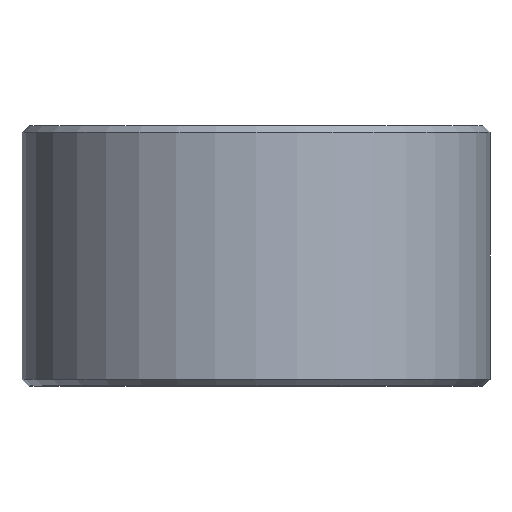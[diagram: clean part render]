
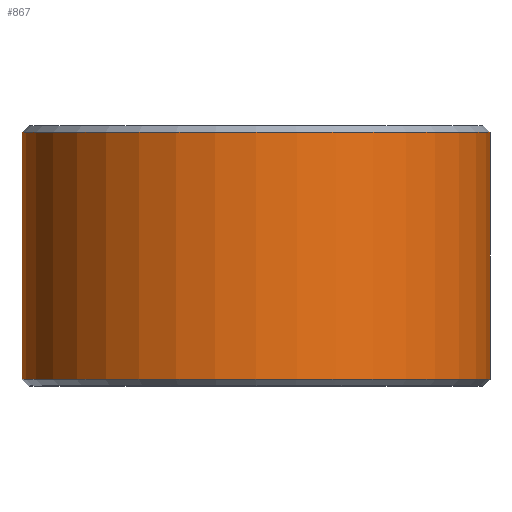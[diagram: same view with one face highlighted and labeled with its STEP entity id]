
A CAD part, top view. The second image highlights one B-rep face of the part: STEP entity #867.
In plain terms, the highlighted cylindrical face has radius 9 mm (diameter 18 mm), a full revolution.
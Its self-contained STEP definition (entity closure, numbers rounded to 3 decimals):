
#31=FACE_BOUND('',#193,.T.);
#89=B_SPLINE_CURVE_WITH_KNOTS('',3,(#3213,#3214,#3215,#3216,#3217,#3218,
#3219,#3220,#3221,#3222,#3223,#3224,#3225,#3226,#3227,#3228,#3229),
 .UNSPECIFIED.,.T.,.F.,(4,1,1,1,1,1,1,1,1,1,1,1,1,1,4),(-1.281,
-1.19,-1.098,-0.915,-0.824,
-0.778,-0.732,-0.549,-0.503,
-0.458,-0.366,-0.275,-0.183,
-0.092,0.),.UNSPECIFIED.);
#137=FACE_OUTER_BOUND('',#192,.T.);
#192=EDGE_LOOP('',(#769,#770,#771,#772));
#193=EDGE_LOOP('',(#773));
#222=CIRCLE('',#953,9.);
#223=CIRCLE('',#954,9.);
#296=LINE('',#3271,#342);
#342=VECTOR('',#1140,4.);
#413=VERTEX_POINT('',#3193);
#416=VERTEX_POINT('',#3268);
#417=VERTEX_POINT('',#3270);
#532=EDGE_CURVE('',#413,#413,#89,.T.);
#535=EDGE_CURVE('',#416,#416,#222,.T.);
#536=EDGE_CURVE('',#416,#417,#296,.T.);
#537=EDGE_CURVE('',#417,#417,#223,.T.);
#769=ORIENTED_EDGE('',*,*,#535,.F.);
#770=ORIENTED_EDGE('',*,*,#536,.T.);
#771=ORIENTED_EDGE('',*,*,#537,.F.);
#772=ORIENTED_EDGE('',*,*,#536,.F.);
#773=ORIENTED_EDGE('',*,*,#532,.F.);
#819=CYLINDRICAL_SURFACE('',#952,9.);
#867=ADVANCED_FACE('',(#137,#31),#819,.T.);
#952=AXIS2_PLACEMENT_3D('',#3267,#1136,#1137);
#953=AXIS2_PLACEMENT_3D('',#3269,#1138,#1139);
#954=AXIS2_PLACEMENT_3D('',#3272,#1141,#1142);
#1136=DIRECTION('center_axis',(0.,1.,0.));
#1137=DIRECTION('ref_axis',(1.,0.,0.));
#1138=DIRECTION('center_axis',(0.,1.,0.));
#1139=DIRECTION('ref_axis',(1.,0.,0.));
#1140=DIRECTION('',(0.,-1.,0.));
#1141=DIRECTION('center_axis',(0.,-1.,0.));
#1142=DIRECTION('ref_axis',(1.,0.,0.));
#3193=CARTESIAN_POINT('',(-2.359,5.,-8.685));
#3213=CARTESIAN_POINT('Ctrl Pts',(-2.359,5.,-8.685));
#3214=CARTESIAN_POINT('Ctrl Pts',(-2.359,5.342,-8.685));
#3215=CARTESIAN_POINT('Ctrl Pts',(-2.192,6.076,-8.73));
#3216=CARTESIAN_POINT('Ctrl Pts',(-1.311,7.189,-8.938));
#3217=CARTESIAN_POINT('Ctrl Pts',(0.214,7.568,-9.058));
#3218=CARTESIAN_POINT('Ctrl Pts',(1.378,6.976,-8.901));
#3219=CARTESIAN_POINT('Ctrl Pts',(1.854,6.498,-8.811));
#3220=CARTESIAN_POINT('Ctrl Pts',(2.437,5.57,-8.672));
#3221=CARTESIAN_POINT('Ctrl Pts',(2.437,4.427,-8.669));
#3222=CARTESIAN_POINT('Ctrl Pts',(1.85,3.504,-8.809));
#3223=CARTESIAN_POINT('Ctrl Pts',(1.379,3.024,-8.9));
#3224=CARTESIAN_POINT('Ctrl Pts',(0.527,2.607,-9.007));
#3225=CARTESIAN_POINT('Ctrl Pts',(-0.525,2.613,-9.005));
#3226=CARTESIAN_POINT('Ctrl Pts',(-1.537,3.092,-8.883));
#3227=CARTESIAN_POINT('Ctrl Pts',(-2.185,3.921,-8.733));
#3228=CARTESIAN_POINT('Ctrl Pts',(-2.359,4.658,-8.685));
#3229=CARTESIAN_POINT('Ctrl Pts',(-2.359,5.,-8.685));
#3267=CARTESIAN_POINT('Origin',(0.,0.,0.));
#3268=CARTESIAN_POINT('',(-9.,9.75,0.));
#3269=CARTESIAN_POINT('Origin',(0.,9.75,0.));
#3270=CARTESIAN_POINT('',(-9.,0.25,0.));
#3271=CARTESIAN_POINT('',(-9.,0.,0.));
#3272=CARTESIAN_POINT('Origin',(0.,0.25,0.));
